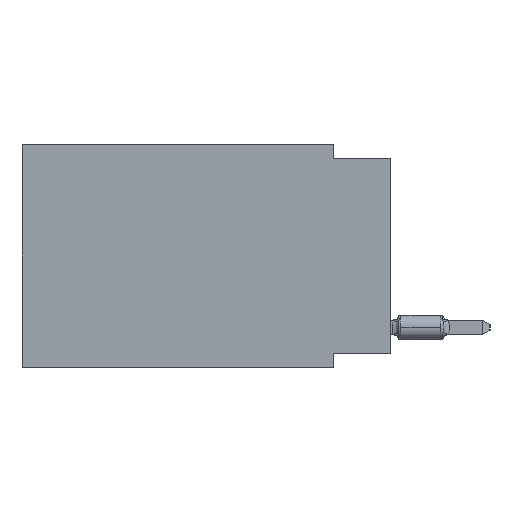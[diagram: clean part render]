
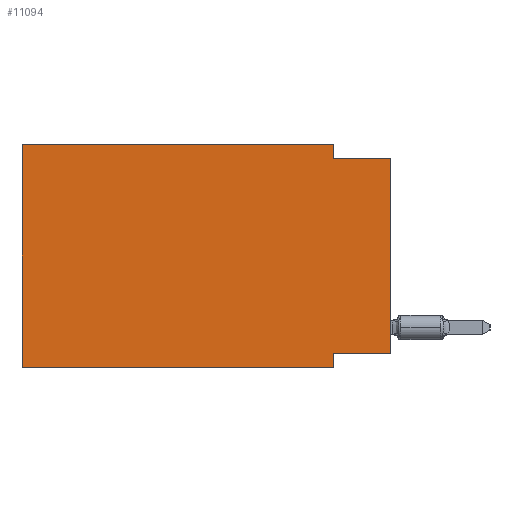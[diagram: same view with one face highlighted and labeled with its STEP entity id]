
A CAD part, left-side view. The second image highlights one B-rep face of the part: STEP entity #11094.
In plain terms, the highlighted planar face has unit normal (-1, 0, 0).
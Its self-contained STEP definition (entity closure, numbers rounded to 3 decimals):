
#269 = EDGE_CURVE ( 'NONE', #19854, #9789, #30919, .T. ) ;
#607 = VECTOR ( 'NONE', #4935, 1000. ) ;
#861 = DIRECTION ( 'NONE',  ( 0., 0., -1. ) ) ;
#1027 = ORIENTED_EDGE ( 'NONE', *, *, #26197, .T. ) ;
#1458 = ORIENTED_EDGE ( 'NONE', *, *, #19309, .T. ) ;
#3430 = CARTESIAN_POINT ( 'NONE',  ( 0., 2.54, -0.635 ) ) ;
#3442 = CARTESIAN_POINT ( 'NONE',  ( 0., 16.383, 0. ) ) ;
#3460 = EDGE_CURVE ( 'NONE', #32308, #19854, #25362, .T. ) ;
#3502 = VERTEX_POINT ( 'NONE', #8130 ) ;
#3778 = DIRECTION ( 'NONE',  ( 0., -1., 0. ) ) ;
#4149 = VECTOR ( 'NONE', #4990, 1000. ) ;
#4935 = DIRECTION ( 'NONE',  ( 0., 1., 0. ) ) ;
#4990 = DIRECTION ( 'NONE',  ( 0., 0., -1. ) ) ;
#5379 = ORIENTED_EDGE ( 'NONE', *, *, #5558, .F. ) ;
#5558 = EDGE_CURVE ( 'NONE', #23042, #3502, #7349, .T. ) ;
#6686 = CARTESIAN_POINT ( 'NONE',  ( 0., 16.383, 0. ) ) ;
#6939 = ORIENTED_EDGE ( 'NONE', *, *, #269, .F. ) ;
#7349 = LINE ( 'NONE', #22297, #27666 ) ;
#8130 = CARTESIAN_POINT ( 'NONE',  ( 0., 0., -0.635 ) ) ;
#8328 = VECTOR ( 'NONE', #3778, 1000. ) ;
#8510 = CARTESIAN_POINT ( 'NONE',  ( 0., 16.383, 0. ) ) ;
#9512 = DIRECTION ( 'NONE',  ( 0., 0., -1. ) ) ;
#9789 = VERTEX_POINT ( 'NONE', #25530 ) ;
#10985 = DIRECTION ( 'NONE',  ( 0., 0., 1. ) ) ;
#11094 = ADVANCED_FACE ( 'NONE', ( #27301 ), #35836, .F. ) ;
#11141 = VECTOR ( 'NONE', #12346, 1000. ) ;
#12346 = DIRECTION ( 'NONE',  ( 0., 0., 1. ) ) ;
#12375 = LINE ( 'NONE', #12566, #19060 ) ;
#12454 = LINE ( 'NONE', #35944, #8328 ) ;
#12566 = CARTESIAN_POINT ( 'NONE',  ( 0., 2.54, 0. ) ) ;
#13150 = CARTESIAN_POINT ( 'NONE',  ( 0., 2.54, 0. ) ) ;
#15343 = EDGE_CURVE ( 'NONE', #20569, #27578, #20669, .T. ) ;
#16654 = VERTEX_POINT ( 'NONE', #13150 ) ;
#17130 = CARTESIAN_POINT ( 'NONE',  ( 0., 0., -9.271 ) ) ;
#17782 = EDGE_LOOP ( 'NONE', ( #1458, #5379, #20385, #21808, #32672, #1027, #6939, #32407 ) ) ;
#19060 = VECTOR ( 'NONE', #861, 1000. ) ;
#19184 = CARTESIAN_POINT ( 'NONE',  ( 0., 2.54, -9.906 ) ) ;
#19309 = EDGE_CURVE ( 'NONE', #32308, #3502, #24819, .T. ) ;
#19854 = VERTEX_POINT ( 'NONE', #22052 ) ;
#20049 = DIRECTION ( 'NONE',  ( 0., -1., 0. ) ) ;
#20385 = ORIENTED_EDGE ( 'NONE', *, *, #35660, .F. ) ;
#20569 = VERTEX_POINT ( 'NONE', #32916 ) ;
#20669 = LINE ( 'NONE', #32247, #11141 ) ;
#21570 = VECTOR ( 'NONE', #20049, 1000. ) ;
#21808 = ORIENTED_EDGE ( 'NONE', *, *, #37297, .F. ) ;
#22052 = CARTESIAN_POINT ( 'NONE',  ( 0., 2.54, -9.271 ) ) ;
#22297 = CARTESIAN_POINT ( 'NONE',  ( 0., 0., -0.635 ) ) ;
#23042 = VERTEX_POINT ( 'NONE', #3430 ) ;
#23105 = VECTOR ( 'NONE', #10985, 1000. ) ;
#23242 = AXIS2_PLACEMENT_3D ( 'NONE', #6686, #24638, #9512 ) ;
#24638 = DIRECTION ( 'NONE',  ( 1., 0., 0. ) ) ;
#24819 = LINE ( 'NONE', #33355, #23105 ) ;
#24943 = DIRECTION ( 'NONE',  ( 0., -1., 0. ) ) ;
#25362 = LINE ( 'NONE', #34078, #607 ) ;
#25530 = CARTESIAN_POINT ( 'NONE',  ( 0., 2.54, -9.906 ) ) ;
#26197 = EDGE_CURVE ( 'NONE', #20569, #9789, #12454, .T. ) ;
#27301 = FACE_OUTER_BOUND ( 'NONE', #17782, .T. ) ;
#27578 = VERTEX_POINT ( 'NONE', #3442 ) ;
#27666 = VECTOR ( 'NONE', #24943, 1000. ) ;
#30919 = LINE ( 'NONE', #19184, #4149 ) ;
#32247 = CARTESIAN_POINT ( 'NONE',  ( 0., 16.383, 0. ) ) ;
#32308 = VERTEX_POINT ( 'NONE', #17130 ) ;
#32407 = ORIENTED_EDGE ( 'NONE', *, *, #3460, .F. ) ;
#32672 = ORIENTED_EDGE ( 'NONE', *, *, #15343, .F. ) ;
#32916 = CARTESIAN_POINT ( 'NONE',  ( 0., 16.383, -9.906 ) ) ;
#33355 = CARTESIAN_POINT ( 'NONE',  ( 0., 0., 0. ) ) ;
#34078 = CARTESIAN_POINT ( 'NONE',  ( 0., 0., -9.271 ) ) ;
#34654 = LINE ( 'NONE', #8510, #21570 ) ;
#35660 = EDGE_CURVE ( 'NONE', #16654, #23042, #12375, .T. ) ;
#35836 = PLANE ( 'NONE',  #23242 ) ;
#35944 = CARTESIAN_POINT ( 'NONE',  ( 0., 16.383, -9.906 ) ) ;
#37297 = EDGE_CURVE ( 'NONE', #27578, #16654, #34654, .T. ) ;
